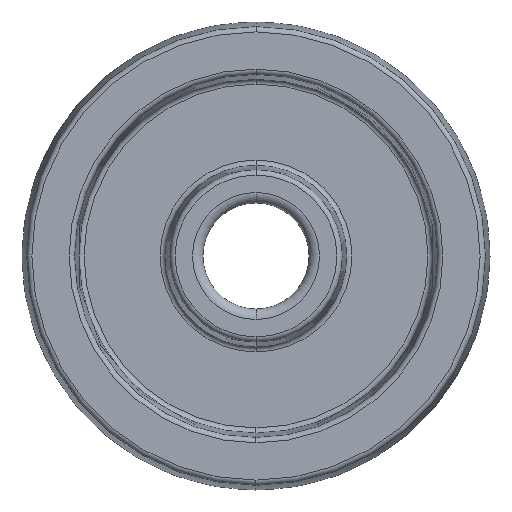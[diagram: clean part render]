
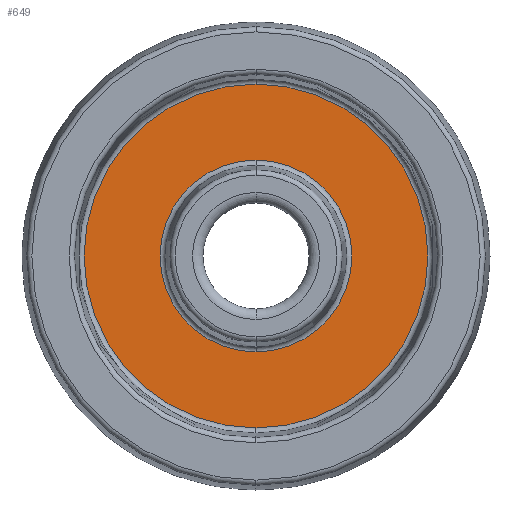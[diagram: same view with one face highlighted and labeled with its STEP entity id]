
A CAD part, left-side view. The second image highlights one B-rep face of the part: STEP entity #649.
In plain terms, the highlighted planar face has unit normal (-1, 0, 0).
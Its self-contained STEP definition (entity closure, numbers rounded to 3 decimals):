
#17 = AXIS2_PLACEMENT_3D ( 'NONE', #372, #77, #911 ) ;
#20 = CIRCLE ( 'NONE', #380, 9.224 ) ;
#22 = EDGE_CURVE ( 'NONE', #577, #1366, #1243, .T. ) ;
#69 = CARTESIAN_POINT ( 'NONE',  ( -1.5, 0., 0. ) ) ;
#77 = DIRECTION ( 'NONE',  ( -1., 0., 0. ) ) ;
#121 = DIRECTION ( 'NONE',  ( 0., 0., 1. ) ) ;
#151 = CARTESIAN_POINT ( 'NONE',  ( -1.5, 0., -9.224 ) ) ;
#186 = CARTESIAN_POINT ( 'NONE',  ( -1.5, 0., 16.53 ) ) ;
#220 = FACE_BOUND ( 'NONE', #658, .T. ) ;
#221 = DIRECTION ( 'NONE',  ( 0., 0., 1. ) ) ;
#245 = CARTESIAN_POINT ( 'NONE',  ( -1.5, 0., 0. ) ) ;
#258 = EDGE_CURVE ( 'NONE', #765, #1753, #20, .T. ) ;
#274 = CARTESIAN_POINT ( 'NONE',  ( -1.5, 17., 0. ) ) ;
#298 = DIRECTION ( 'NONE',  ( 0., 0., 1. ) ) ;
#312 = CIRCLE ( 'NONE', #744, 9.224 ) ;
#364 = EDGE_CURVE ( 'NONE', #1753, #765, #312, .T. ) ;
#372 = CARTESIAN_POINT ( 'NONE',  ( -1.5, 0., 0. ) ) ;
#380 = AXIS2_PLACEMENT_3D ( 'NONE', #948, #1497, #387 ) ;
#387 = DIRECTION ( 'NONE',  ( 0., 0., 1. ) ) ;
#443 = ORIENTED_EDGE ( 'NONE', *, *, #258, .T. ) ;
#558 = DIRECTION ( 'NONE',  ( -1., 0., 0. ) ) ;
#577 = VERTEX_POINT ( 'NONE', #186 ) ;
#649 = ADVANCED_FACE ( 'NONE', ( #220, #1126 ), #1373, .T. ) ;
#658 = EDGE_LOOP ( 'NONE', ( #443, #1202 ) ) ;
#663 = ORIENTED_EDGE ( 'NONE', *, *, #22, .T. ) ;
#667 = AXIS2_PLACEMENT_3D ( 'NONE', #274, #558, #298 ) ;
#681 = DIRECTION ( 'NONE',  ( 1., 0., 0. ) ) ;
#714 = EDGE_LOOP ( 'NONE', ( #663, #1535 ) ) ;
#744 = AXIS2_PLACEMENT_3D ( 'NONE', #245, #681, #121 ) ;
#765 = VERTEX_POINT ( 'NONE', #1680 ) ;
#901 = DIRECTION ( 'NONE',  ( -1., 0., 0. ) ) ;
#911 = DIRECTION ( 'NONE',  ( 0., 0., 1. ) ) ;
#948 = CARTESIAN_POINT ( 'NONE',  ( -1.5, 0., 0. ) ) ;
#968 = CIRCLE ( 'NONE', #17, 16.53 ) ;
#1126 = FACE_OUTER_BOUND ( 'NONE', #714, .T. ) ;
#1152 = AXIS2_PLACEMENT_3D ( 'NONE', #69, #901, #221 ) ;
#1202 = ORIENTED_EDGE ( 'NONE', *, *, #364, .T. ) ;
#1243 = CIRCLE ( 'NONE', #1152, 16.53 ) ;
#1366 = VERTEX_POINT ( 'NONE', #1599 ) ;
#1369 = EDGE_CURVE ( 'NONE', #1366, #577, #968, .T. ) ;
#1373 = PLANE ( 'NONE',  #667 ) ;
#1497 = DIRECTION ( 'NONE',  ( 1., 0., 0. ) ) ;
#1535 = ORIENTED_EDGE ( 'NONE', *, *, #1369, .T. ) ;
#1599 = CARTESIAN_POINT ( 'NONE',  ( -1.5, 0., -16.53 ) ) ;
#1680 = CARTESIAN_POINT ( 'NONE',  ( -1.5, 0., 9.224 ) ) ;
#1753 = VERTEX_POINT ( 'NONE', #151 ) ;
